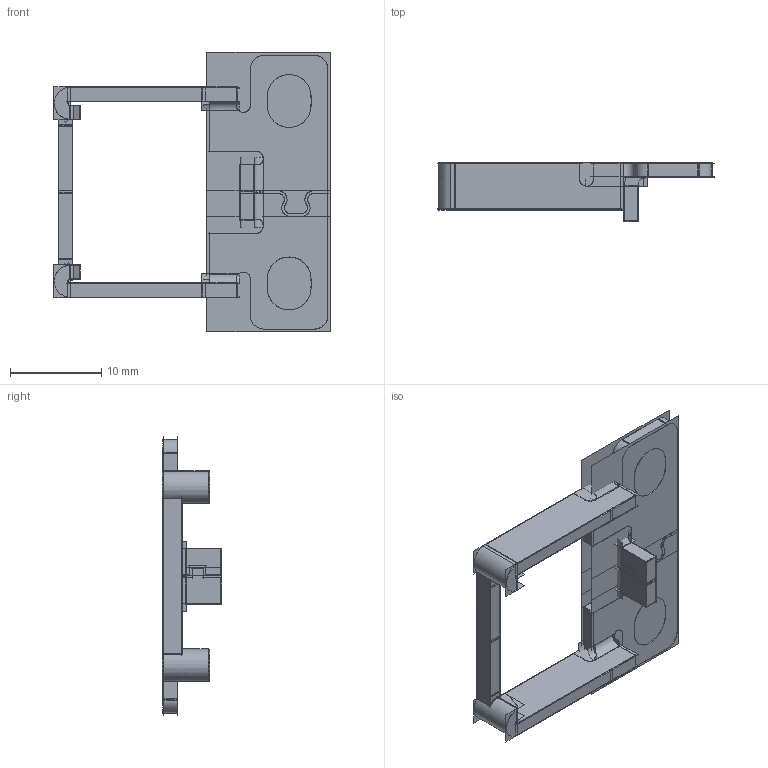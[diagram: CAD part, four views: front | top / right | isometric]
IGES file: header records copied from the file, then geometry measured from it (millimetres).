
Start section:  PTC IGES file: 212882.igs
Global section: file name: 212882.igs; native system: Creo Parametric by PTC Inc.; preprocessor: 2018300; author: pdmadmin; organization: Unknown; date: 20191107.105801; units: millimetre
Bounding box: 30.31 x 6.48 x 30.64 mm (x, y, z)
Volume: 2315.9 mm3; surface area: 20086.4 mm2
Topology: 1 solids, 1 shells, 300 faces, 1950 edges, 2748 vertices
Faces by surface type: bspline 208, revolution 92
